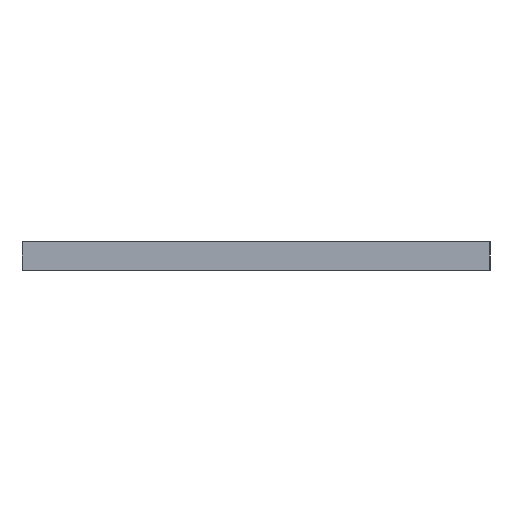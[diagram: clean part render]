
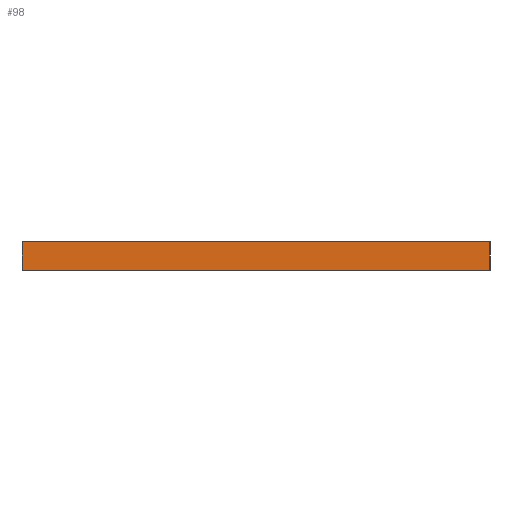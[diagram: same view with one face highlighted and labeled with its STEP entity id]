
A CAD part, left-side view. The second image highlights one B-rep face of the part: STEP entity #98.
In plain terms, the highlighted planar face has unit normal (-1, 0, 0).
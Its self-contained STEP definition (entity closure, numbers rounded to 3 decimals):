
#62 = EDGE_CURVE('',#63,#65,#67,.T.);
#63 = VERTEX_POINT('',#64);
#64 = CARTESIAN_POINT('',(151.5,-90.5,0.));
#65 = VERTEX_POINT('',#66);
#66 = CARTESIAN_POINT('',(151.5,-90.5,-1.6));
#67 = LINE('',#68,#69);
#68 = CARTESIAN_POINT('',(151.5,-90.5,0.));
#69 = VECTOR('',#70,1.);
#70 = DIRECTION('',(0.,0.,-1.));
#98 = ADVANCED_FACE('',(#99),#124,.F.);
#99 = FACE_BOUND('',#100,.F.);
#100 = EDGE_LOOP('',(#101,#111,#117,#118));
#101 = ORIENTED_EDGE('',*,*,#102,.T.);
#102 = EDGE_CURVE('',#103,#105,#107,.T.);
#103 = VERTEX_POINT('',#104);
#104 = CARTESIAN_POINT('',(151.5,-116.5,0.));
#105 = VERTEX_POINT('',#106);
#106 = CARTESIAN_POINT('',(151.5,-116.5,-1.6));
#107 = LINE('',#108,#109);
#108 = CARTESIAN_POINT('',(151.5,-116.5,0.));
#109 = VECTOR('',#110,1.);
#110 = DIRECTION('',(0.,0.,-1.));
#111 = ORIENTED_EDGE('',*,*,#112,.T.);
#112 = EDGE_CURVE('',#105,#65,#113,.T.);
#113 = LINE('',#114,#115);
#114 = CARTESIAN_POINT('',(151.5,-116.5,-1.6));
#115 = VECTOR('',#116,1.);
#116 = DIRECTION('',(0.,1.,0.));
#117 = ORIENTED_EDGE('',*,*,#62,.F.);
#118 = ORIENTED_EDGE('',*,*,#119,.F.);
#119 = EDGE_CURVE('',#103,#63,#120,.T.);
#120 = LINE('',#121,#122);
#121 = CARTESIAN_POINT('',(151.5,-116.5,0.));
#122 = VECTOR('',#123,1.);
#123 = DIRECTION('',(0.,1.,0.));
#124 = PLANE('',#125);
#125 = AXIS2_PLACEMENT_3D('',#126,#127,#128);
#126 = CARTESIAN_POINT('',(151.5,-116.5,0.));
#127 = DIRECTION('',(1.,-0.,0.));
#128 = DIRECTION('',(0.,1.,0.));
